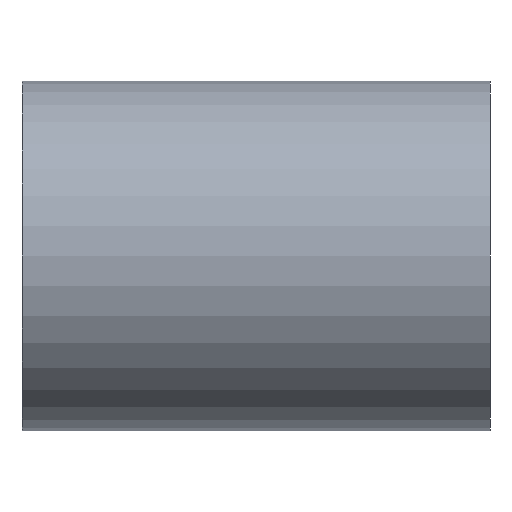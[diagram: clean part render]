
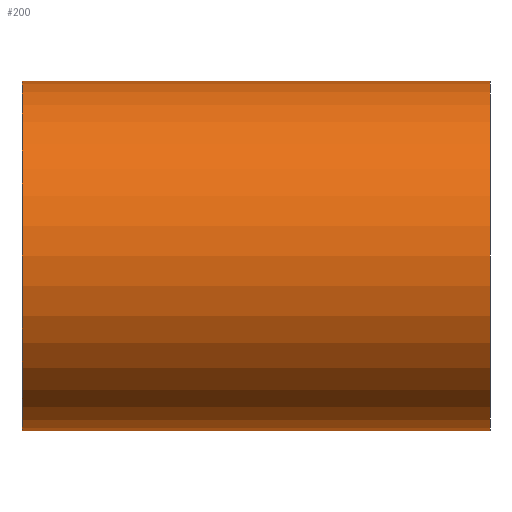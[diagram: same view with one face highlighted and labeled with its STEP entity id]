
A CAD part, left-side view. The second image highlights one B-rep face of the part: STEP entity #200.
In plain terms, the highlighted cylindrical face has radius 3.175 mm (diameter 6.35 mm), a partial arc.
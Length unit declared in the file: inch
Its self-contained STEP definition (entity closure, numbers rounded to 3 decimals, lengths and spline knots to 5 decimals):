
#3 = DIRECTION ( 'NONE',  ( 0., 1., 0. ) ) ;
#8 = CARTESIAN_POINT ( 'NONE',  ( 0., 0.335, 0.125 ) ) ;
#19 = ORIENTED_EDGE ( 'NONE', *, *, #219, .F. ) ;
#21 = ORIENTED_EDGE ( 'NONE', *, *, #218, .F. ) ;
#28 = ORIENTED_EDGE ( 'NONE', *, *, #213, .T. ) ;
#36 = CIRCLE ( 'NONE', #163, 0.125 ) ;
#37 = VECTOR ( 'NONE', #161, 39.37008 ) ;
#41 = DIRECTION ( 'NONE',  ( 0., -1., 0. ) ) ;
#46 = CYLINDRICAL_SURFACE ( 'NONE', #180, 0.125 ) ;
#47 = LINE ( 'NONE', #172, #50 ) ;
#49 = LINE ( 'NONE', #165, #37 ) ;
#50 = VECTOR ( 'NONE', #127, 39.37008 ) ;
#54 = FACE_OUTER_BOUND ( 'NONE', #89, .T. ) ;
#59 = CIRCLE ( 'NONE', #190, 0.125 ) ;
#84 = VERTEX_POINT ( 'NONE', #124 ) ;
#87 = ORIENTED_EDGE ( 'NONE', *, *, #217, .T. ) ;
#89 = EDGE_LOOP ( 'NONE', ( #21, #19, #87, #28 ) ) ;
#92 = VERTEX_POINT ( 'NONE', #206 ) ;
#93 = VERTEX_POINT ( 'NONE', #112 ) ;
#96 = VERTEX_POINT ( 'NONE', #8 ) ;
#112 = CARTESIAN_POINT ( 'NONE',  ( 0., 0., -0.125 ) ) ;
#118 = CARTESIAN_POINT ( 'NONE',  ( 0., 0.335, 0. ) ) ;
#124 = CARTESIAN_POINT ( 'NONE',  ( 0., 0.335, -0.125 ) ) ;
#127 = DIRECTION ( 'NONE',  ( 0., -1., 0. ) ) ;
#128 = DIRECTION ( 'NONE',  ( 0., 0., 1. ) ) ;
#129 = CARTESIAN_POINT ( 'NONE',  ( 0., 0., 0. ) ) ;
#138 = DIRECTION ( 'NONE',  ( 0., 0., 1. ) ) ;
#145 = CARTESIAN_POINT ( 'NONE',  ( 0., 0.335, 0. ) ) ;
#161 = DIRECTION ( 'NONE',  ( 0., -1., 0. ) ) ;
#163 = AXIS2_PLACEMENT_3D ( 'NONE', #118, #222, #128 ) ;
#165 = CARTESIAN_POINT ( 'NONE',  ( 0., 0.335, 0.125 ) ) ;
#168 = DIRECTION ( 'NONE',  ( 0., 0., -1. ) ) ;
#172 = CARTESIAN_POINT ( 'NONE',  ( 0., 0.335, -0.125 ) ) ;
#180 = AXIS2_PLACEMENT_3D ( 'NONE', #145, #41, #168 ) ;
#190 = AXIS2_PLACEMENT_3D ( 'NONE', #129, #3, #138 ) ;
#200 = ADVANCED_FACE ( 'NONE', ( #54 ), #46, .T. ) ;
#206 = CARTESIAN_POINT ( 'NONE',  ( 0., 0., 0.125 ) ) ;
#213 = EDGE_CURVE ( 'NONE', #93, #92, #59, .T. ) ;
#217 = EDGE_CURVE ( 'NONE', #84, #93, #47, .T. ) ;
#218 = EDGE_CURVE ( 'NONE', #96, #92, #49, .T. ) ;
#219 = EDGE_CURVE ( 'NONE', #84, #96, #36, .T. ) ;
#222 = DIRECTION ( 'NONE',  ( 0., 1., 0. ) ) ;
